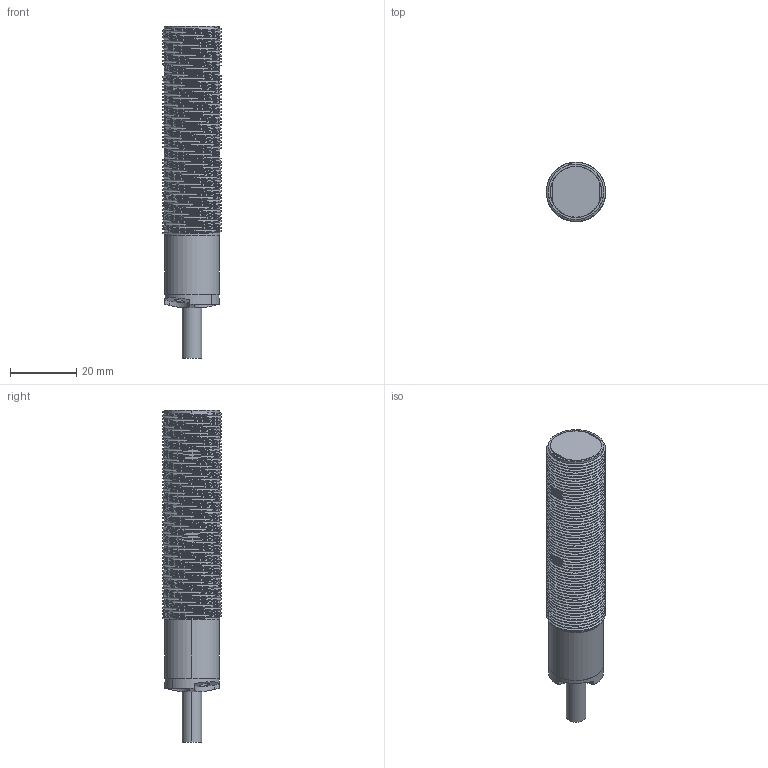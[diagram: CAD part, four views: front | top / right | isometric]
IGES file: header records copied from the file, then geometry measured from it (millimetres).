
Start section:  PTC IGES file: 155350.igs
Global section: file name: 155350.igs; native system: Pro/ENGINEER by Parametric Technology Corporation; preprocessor: 2009141; author: banengservice; organization: Unknown; date: 20110203.110028; units: inch
Bounding box: 17.88 x 17.88 x 100.31 mm (x, y, z)
Volume: 6843.7 mm3; surface area: 14098.8 mm2
Topology: 1 solids, 2 shells, 408 faces, 1050 edges, 653 vertices
Faces by surface type: revolution 245, bspline 157, extrusion 6
